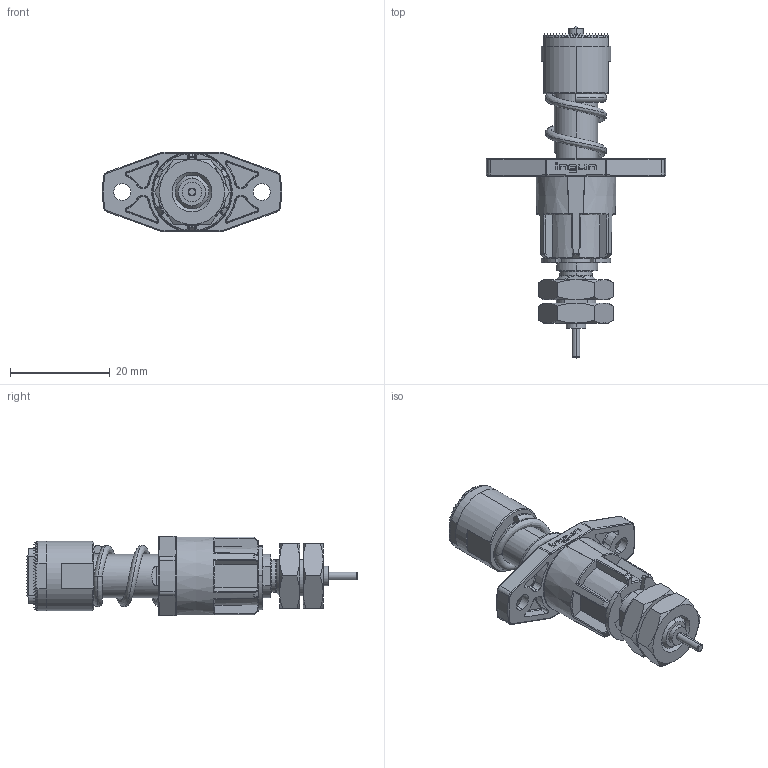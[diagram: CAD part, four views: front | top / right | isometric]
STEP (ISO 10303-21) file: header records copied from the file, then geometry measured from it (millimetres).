
FILE_DESCRIPTION (( 'STEP AP203' ), '1' );
FILE_NAME ('INGUN_BCP-694_360_1400_A_xx04-63.STEP', '2025-10-28T13:03:04', ( '' ), ( '' ), 'SwSTEP 2.0', 'SolidWorks 2023', '' );
FILE_SCHEMA (( 'CONFIG_CONTROL_DESIGN' ));
Length unit declared in the file: millimetre
Products named in the file (1): INGUN_BCP-694_360_1400_A_xx04-63
Bounding box: 35.94 x 66.6 x 16 mm (x, y, z)
Volume: 7604 mm3; surface area: 6566.9 mm2
Topology: 3 solids, 3 shells, 2047 faces, 3967 edges, 1936 vertices
Faces by surface type: plane 1640, cylinder 158, cone 96, torus 85, bspline 40, sphere 28
Entity records: 51017 total; most frequent: CARTESIAN_POINT 11663, DIRECTION 8121, ORIENTED_EDGE 7926, EDGE_CURVE 3963, LINE 2813, VECTOR 2813, AXIS2_PLACEMENT_3D 2654, EDGE_LOOP 2075
